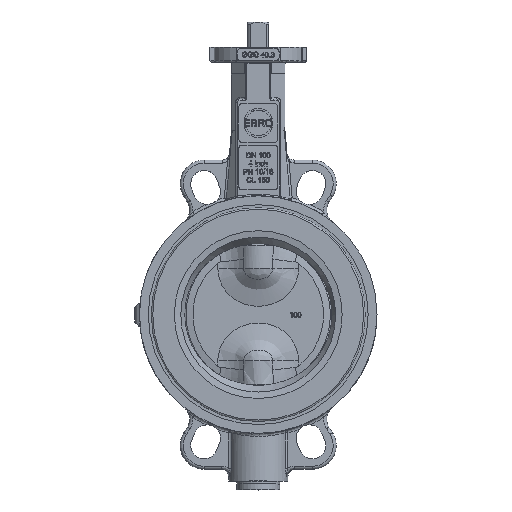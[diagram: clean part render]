
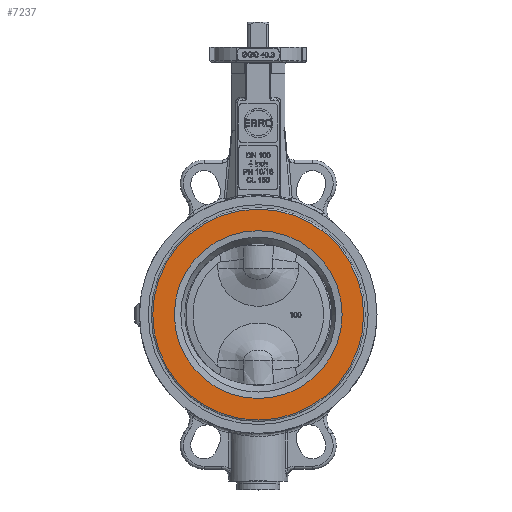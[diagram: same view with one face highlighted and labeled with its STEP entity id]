
A CAD part, top view. The second image highlights one B-rep face of the part: STEP entity #7237.
In plain terms, the highlighted planar face has unit normal (0, 0, 1).
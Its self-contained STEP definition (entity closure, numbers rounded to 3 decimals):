
#7195=CARTESIAN_POINT('',(-71.,2.5,26.));
#7196=VERTEX_POINT('',#7195);
#7197=CARTESIAN_POINT('',(0.,2.5,26.));
#7198=DIRECTION('',(0.0,0.0,-1.0));
#7199=DIRECTION('',(1.0,0.0,0.0));
#7200=AXIS2_PLACEMENT_3D('',#7197,#7198,#7199);
#7201=CIRCLE('',#7200,71.);
#7202=EDGE_CURVE('',#7196,#7196,#7201,.T.);
#7218=CARTESIAN_POINT('',(-64.25,2.5,26.));
#7219=DIRECTION('',(0.0,0.0,1.0));
#7220=DIRECTION('',(0.0,-1.0,0.0));
#7221=AXIS2_PLACEMENT_3D('',#7218,#7219,#7220);
#7222=PLANE('',#7221);
#7223=ORIENTED_EDGE('',*,*,#7202,.F.);
#7224=EDGE_LOOP('',(#7223));
#7225=FACE_OUTER_BOUND('',#7224,.T.);
#7226=CARTESIAN_POINT('',(-56.5,2.5,26.));
#7227=VERTEX_POINT('',#7226);
#7228=CARTESIAN_POINT('',(0.,2.5,26.));
#7229=DIRECTION('',(0.0,0.0,-1.0));
#7230=DIRECTION('',(-1.0,0.0,0.0));
#7231=AXIS2_PLACEMENT_3D('',#7228,#7229,#7230);
#7232=CIRCLE('',#7231,56.5);
#7233=EDGE_CURVE('',#7227,#7227,#7232,.T.);
#7234=ORIENTED_EDGE('',*,*,#7233,.T.);
#7235=EDGE_LOOP('',(#7234));
#7236=FACE_BOUND('',#7235,.T.);
#7237=ADVANCED_FACE('',(#7225,#7236),#7222,.T.);
